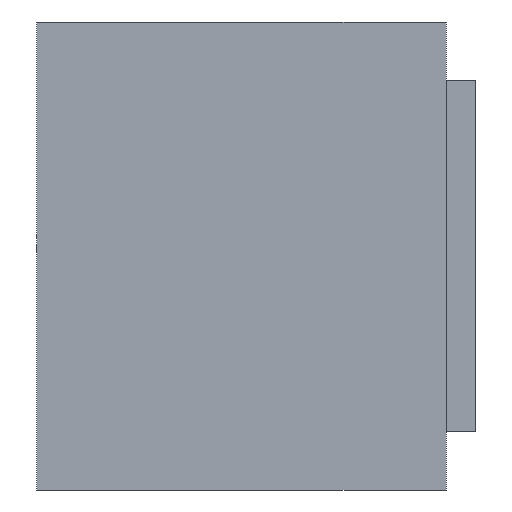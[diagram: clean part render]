
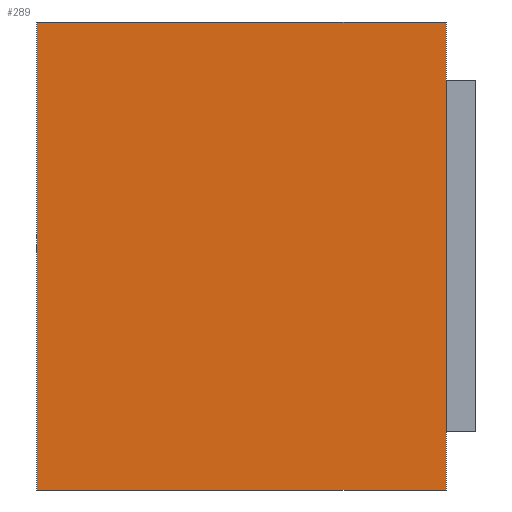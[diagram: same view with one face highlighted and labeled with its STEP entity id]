
A CAD part, left-side view. The second image highlights one B-rep face of the part: STEP entity #289.
In plain terms, the highlighted planar face has unit normal (-1, 0, 0).
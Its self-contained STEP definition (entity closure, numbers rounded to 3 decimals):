
#34=ORIENTED_EDGE('',*,*,#106,.T.);
#35=ORIENTED_EDGE('',*,*,#107,.F.);
#36=ORIENTED_EDGE('',*,*,#108,.F.);
#37=ORIENTED_EDGE('',*,*,#103,.T.);
#103=EDGE_CURVE('',#140,#139,#163,.T.);
#106=EDGE_CURVE('',#139,#142,#166,.T.);
#107=EDGE_CURVE('',#143,#142,#167,.T.);
#108=EDGE_CURVE('',#140,#143,#168,.T.);
#139=VERTEX_POINT('',#444);
#140=VERTEX_POINT('',#446);
#142=VERTEX_POINT('',#452);
#143=VERTEX_POINT('',#454);
#163=LINE('',#445,#199);
#166=LINE('',#451,#202);
#167=LINE('',#453,#203);
#168=LINE('',#455,#204);
#199=VECTOR('',#367,1000.);
#202=VECTOR('',#372,1000.);
#203=VECTOR('',#373,1000.);
#204=VECTOR('',#374,1000.);
#235=EDGE_LOOP('',(#34,#35,#36,#37));
#253=FACE_BOUND('',#235,.T.);
#271=PLANE('',#343);
#289=ADVANCED_FACE('',(#253),#271,.F.);
#343=AXIS2_PLACEMENT_3D('',#450,#370,#371);
#367=DIRECTION('',(0.,-1.,0.));
#370=DIRECTION('',(1.,0.,0.));
#371=DIRECTION('',(0.,0.,-1.));
#372=DIRECTION('',(0.,0.,1.));
#373=DIRECTION('',(0.,-1.,0.));
#374=DIRECTION('',(0.,0.,1.));
#444=CARTESIAN_POINT('',(-0.31,0.,-0.16));
#445=CARTESIAN_POINT('',(-0.31,0.28,-0.16));
#446=CARTESIAN_POINT('',(-0.31,0.28,-0.16));
#450=CARTESIAN_POINT('',(-0.31,0.28,-0.16));
#451=CARTESIAN_POINT('',(-0.31,0.,-0.16));
#452=CARTESIAN_POINT('',(-0.31,0.,0.16));
#453=CARTESIAN_POINT('',(-0.31,0.28,0.16));
#454=CARTESIAN_POINT('',(-0.31,0.28,0.16));
#455=CARTESIAN_POINT('',(-0.31,0.28,-0.16));
